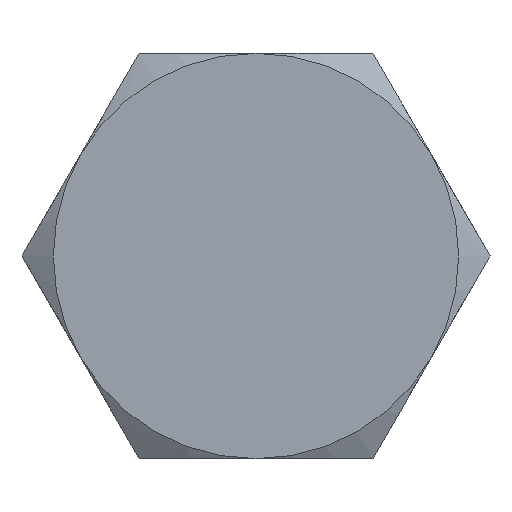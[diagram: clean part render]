
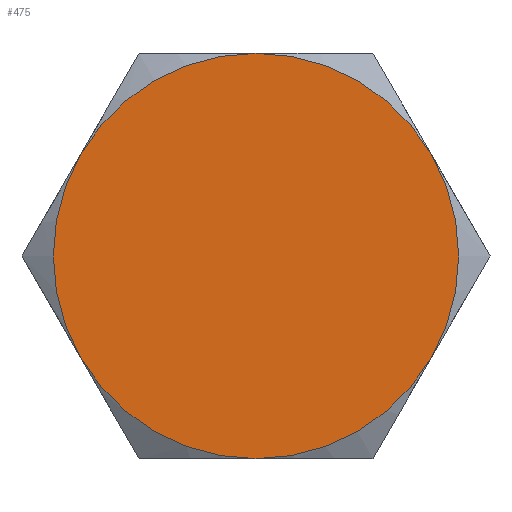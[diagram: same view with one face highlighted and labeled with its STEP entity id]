
A CAD part, left-side view. The second image highlights one B-rep face of the part: STEP entity #475.
In plain terms, the highlighted planar face has unit normal (-1, 0, 0).
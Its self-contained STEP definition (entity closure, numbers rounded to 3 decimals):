
#5 = ORIENTED_EDGE ( 'NONE', *, *, #893, .T. ) ;
#7 = CARTESIAN_POINT ( 'NONE',  ( 0., -15.588, -9. ) ) ;
#24 = EDGE_CURVE ( 'NONE', #651, #150, #267, .T. ) ;
#38 = AXIS2_PLACEMENT_3D ( 'NONE', #135, #473, #676 ) ;
#40 = CARTESIAN_POINT ( 'NONE',  ( 0., 0., 0. ) ) ;
#65 = FACE_OUTER_BOUND ( 'NONE', #769, .T. ) ;
#66 = CIRCLE ( 'NONE', #186, 18. ) ;
#67 = DIRECTION ( 'NONE',  ( 0., 0., -1. ) ) ;
#79 = CARTESIAN_POINT ( 'NONE',  ( 0., 15.588, -9. ) ) ;
#135 = CARTESIAN_POINT ( 'NONE',  ( 0., 0., 0. ) ) ;
#150 = VERTEX_POINT ( 'NONE', #543 ) ;
#157 = AXIS2_PLACEMENT_3D ( 'NONE', #345, #265, #825 ) ;
#186 = AXIS2_PLACEMENT_3D ( 'NONE', #464, #204, #469 ) ;
#204 = DIRECTION ( 'NONE',  ( -1., 0., 0. ) ) ;
#208 = CARTESIAN_POINT ( 'NONE',  ( 0., 0., -18. ) ) ;
#215 = EDGE_CURVE ( 'NONE', #573, #306, #757, .T. ) ;
#249 = DIRECTION ( 'NONE',  ( 0., 0., -1. ) ) ;
#265 = DIRECTION ( 'NONE',  ( 1., 0., 0. ) ) ;
#267 = CIRCLE ( 'NONE', #774, 18. ) ;
#300 = CIRCLE ( 'NONE', #863, 18. ) ;
#306 = VERTEX_POINT ( 'NONE', #365 ) ;
#345 = CARTESIAN_POINT ( 'NONE',  ( 0., 20.785, 0. ) ) ;
#365 = CARTESIAN_POINT ( 'NONE',  ( 0., -15.588, 9. ) ) ;
#388 = CARTESIAN_POINT ( 'NONE',  ( 0., 0., 0. ) ) ;
#412 = EDGE_CURVE ( 'NONE', #306, #611, #300, .T. ) ;
#415 = DIRECTION ( 'NONE',  ( 1., 0., 0. ) ) ;
#442 = AXIS2_PLACEMENT_3D ( 'NONE', #822, #415, #67 ) ;
#443 = AXIS2_PLACEMENT_3D ( 'NONE', #388, #869, #249 ) ;
#463 = DIRECTION ( 'NONE',  ( 1., 0., 0. ) ) ;
#464 = CARTESIAN_POINT ( 'NONE',  ( 0., 0., 0. ) ) ;
#465 = EDGE_CURVE ( 'NONE', #484, #651, #806, .T. ) ;
#469 = DIRECTION ( 'NONE',  ( 0., 0., 1. ) ) ;
#471 = CARTESIAN_POINT ( 'NONE',  ( 0., 0., 0. ) ) ;
#473 = DIRECTION ( 'NONE',  ( 1., 0., 0. ) ) ;
#475 = ADVANCED_FACE ( 'NONE', ( #65 ), #607, .F. ) ;
#484 = VERTEX_POINT ( 'NONE', #208 ) ;
#496 = CARTESIAN_POINT ( 'NONE',  ( 0., 0., 18. ) ) ;
#515 = EDGE_CURVE ( 'NONE', #611, #484, #776, .T. ) ;
#543 = CARTESIAN_POINT ( 'NONE',  ( 0., 15.588, 9. ) ) ;
#573 = VERTEX_POINT ( 'NONE', #496 ) ;
#592 = DIRECTION ( 'NONE',  ( 0., 0., -1. ) ) ;
#607 = PLANE ( 'NONE',  #157 ) ;
#611 = VERTEX_POINT ( 'NONE', #7 ) ;
#640 = ORIENTED_EDGE ( 'NONE', *, *, #465, .F. ) ;
#651 = VERTEX_POINT ( 'NONE', #79 ) ;
#676 = DIRECTION ( 'NONE',  ( 0., 0., -1. ) ) ;
#680 = DIRECTION ( 'NONE',  ( 1., 0., 0. ) ) ;
#693 = ORIENTED_EDGE ( 'NONE', *, *, #412, .F. ) ;
#722 = ORIENTED_EDGE ( 'NONE', *, *, #515, .F. ) ;
#757 = CIRCLE ( 'NONE', #442, 18. ) ;
#769 = EDGE_LOOP ( 'NONE', ( #640, #722, #693, #808, #5, #852 ) ) ;
#774 = AXIS2_PLACEMENT_3D ( 'NONE', #471, #463, #873 ) ;
#776 = CIRCLE ( 'NONE', #443, 18. ) ;
#806 = CIRCLE ( 'NONE', #38, 18. ) ;
#808 = ORIENTED_EDGE ( 'NONE', *, *, #215, .F. ) ;
#822 = CARTESIAN_POINT ( 'NONE',  ( 0., 0., 0. ) ) ;
#825 = DIRECTION ( 'NONE',  ( 0., 0., -1. ) ) ;
#852 = ORIENTED_EDGE ( 'NONE', *, *, #24, .F. ) ;
#863 = AXIS2_PLACEMENT_3D ( 'NONE', #40, #680, #592 ) ;
#869 = DIRECTION ( 'NONE',  ( 1., 0., 0. ) ) ;
#873 = DIRECTION ( 'NONE',  ( 0., 0., -1. ) ) ;
#893 = EDGE_CURVE ( 'NONE', #573, #150, #66, .T. ) ;
